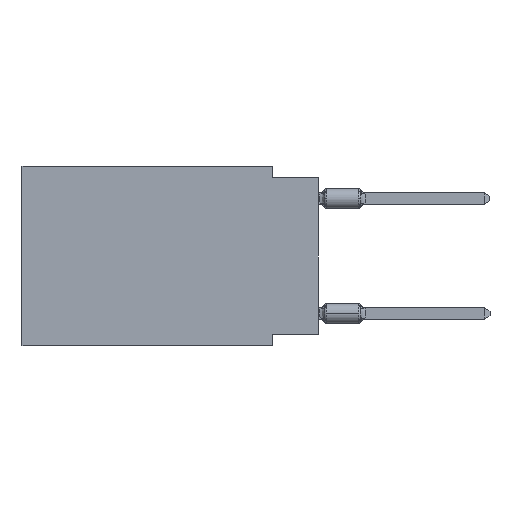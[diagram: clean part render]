
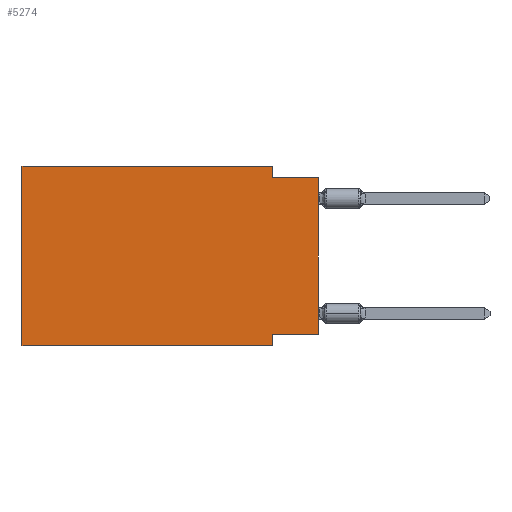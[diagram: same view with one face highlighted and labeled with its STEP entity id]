
A CAD part, left-side view. The second image highlights one B-rep face of the part: STEP entity #5274.
In plain terms, the highlighted planar face has unit normal (-1, 0, 0).
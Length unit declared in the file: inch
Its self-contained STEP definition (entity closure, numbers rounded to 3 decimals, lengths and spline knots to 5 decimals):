
#32 = EDGE_CURVE ( 'NONE', #4487, #14938, #10352, .T. ) ;
#218 = VERTEX_POINT ( 'NONE', #12449 ) ;
#244 = DIRECTION ( 'NONE',  ( 0., 1., 0. ) ) ;
#399 = EDGE_CURVE ( 'NONE', #2453, #1158, #14414, .T. ) ;
#910 = VECTOR ( 'NONE', #11874, 39.37008 ) ;
#966 = EDGE_CURVE ( 'NONE', #4487, #11028, #3240, .T. ) ;
#1074 = DIRECTION ( 'NONE',  ( 0., 0., -1. ) ) ;
#1158 = VERTEX_POINT ( 'NONE', #6137 ) ;
#1206 = VECTOR ( 'NONE', #8618, 39.37008 ) ;
#1226 = DIRECTION ( 'NONE',  ( 0., -1., 0. ) ) ;
#1241 = CARTESIAN_POINT ( 'NONE',  ( 0., 0., 0. ) ) ;
#1622 = VECTOR ( 'NONE', #1074, 39.37008 ) ;
#2453 = VERTEX_POINT ( 'NONE', #7877 ) ;
#3137 = ORIENTED_EDGE ( 'NONE', *, *, #966, .F. ) ;
#3212 = DIRECTION ( 'NONE',  ( 0., -1., 0. ) ) ;
#3240 = LINE ( 'NONE', #11626, #13179 ) ;
#3543 = FACE_OUTER_BOUND ( 'NONE', #8675, .T. ) ;
#3788 = PLANE ( 'NONE',  #5469 ) ;
#3807 = CARTESIAN_POINT ( 'NONE',  ( 0., 0.645, 0. ) ) ;
#3947 = ORIENTED_EDGE ( 'NONE', *, *, #32, .T. ) ;
#4487 = VERTEX_POINT ( 'NONE', #12627 ) ;
#4540 = CARTESIAN_POINT ( 'NONE',  ( 0., 0.1, 0. ) ) ;
#5274 = ADVANCED_FACE ( 'NONE', ( #3543 ), #3788, .F. ) ;
#5469 = AXIS2_PLACEMENT_3D ( 'NONE', #10975, #8447, #13278 ) ;
#5813 = ORIENTED_EDGE ( 'NONE', *, *, #6796, .F. ) ;
#6094 = CARTESIAN_POINT ( 'NONE',  ( 0., 0., -0.365 ) ) ;
#6137 = CARTESIAN_POINT ( 'NONE',  ( 0., 0., -0.025 ) ) ;
#6609 = DIRECTION ( 'NONE',  ( 0., -1., 0. ) ) ;
#6796 = EDGE_CURVE ( 'NONE', #8519, #1158, #10482, .T. ) ;
#7145 = LINE ( 'NONE', #12007, #1622 ) ;
#7146 = VERTEX_POINT ( 'NONE', #8084 ) ;
#7877 = CARTESIAN_POINT ( 'NONE',  ( 0., 0., -0.365 ) ) ;
#8084 = CARTESIAN_POINT ( 'NONE',  ( 0., 0.1, -0.365 ) ) ;
#8293 = DIRECTION ( 'NONE',  ( 0., 0., 1. ) ) ;
#8447 = DIRECTION ( 'NONE',  ( 1., 0., 0. ) ) ;
#8519 = VERTEX_POINT ( 'NONE', #11289 ) ;
#8618 = DIRECTION ( 'NONE',  ( 0., 0., 1. ) ) ;
#8671 = CARTESIAN_POINT ( 'NONE',  ( 0., 0., -0.025 ) ) ;
#8675 = EDGE_LOOP ( 'NONE', ( #11972, #5813, #12366, #15358, #3137, #3947, #15570, #14759 ) ) ;
#8858 = EDGE_CURVE ( 'NONE', #11028, #218, #15667, .T. ) ;
#9357 = VECTOR ( 'NONE', #6609, 39.37008 ) ;
#9659 = EDGE_CURVE ( 'NONE', #7146, #14938, #7145, .T. ) ;
#9766 = VECTOR ( 'NONE', #3212, 39.37008 ) ;
#9904 = LINE ( 'NONE', #6094, #11305 ) ;
#10352 = LINE ( 'NONE', #15280, #9357 ) ;
#10482 = LINE ( 'NONE', #8671, #12774 ) ;
#10623 = EDGE_CURVE ( 'NONE', #2453, #7146, #9904, .T. ) ;
#10931 = CARTESIAN_POINT ( 'NONE',  ( 0., 0.1, -0.39 ) ) ;
#10975 = CARTESIAN_POINT ( 'NONE',  ( 0., 0.645, 0. ) ) ;
#11028 = VERTEX_POINT ( 'NONE', #3807 ) ;
#11289 = CARTESIAN_POINT ( 'NONE',  ( 0., 0.1, -0.025 ) ) ;
#11305 = VECTOR ( 'NONE', #244, 39.37008 ) ;
#11626 = CARTESIAN_POINT ( 'NONE',  ( 0., 0.645, 0. ) ) ;
#11874 = DIRECTION ( 'NONE',  ( 0., 0., -1. ) ) ;
#11972 = ORIENTED_EDGE ( 'NONE', *, *, #399, .T. ) ;
#12007 = CARTESIAN_POINT ( 'NONE',  ( 0., 0.1, -0.39 ) ) ;
#12366 = ORIENTED_EDGE ( 'NONE', *, *, #13481, .F. ) ;
#12449 = CARTESIAN_POINT ( 'NONE',  ( 0., 0.1, 0. ) ) ;
#12627 = CARTESIAN_POINT ( 'NONE',  ( 0., 0.645, -0.39 ) ) ;
#12774 = VECTOR ( 'NONE', #1226, 39.37008 ) ;
#12840 = LINE ( 'NONE', #4540, #910 ) ;
#13179 = VECTOR ( 'NONE', #8293, 39.37008 ) ;
#13278 = DIRECTION ( 'NONE',  ( 0., 0., -1. ) ) ;
#13481 = EDGE_CURVE ( 'NONE', #218, #8519, #12840, .T. ) ;
#14414 = LINE ( 'NONE', #1241, #1206 ) ;
#14759 = ORIENTED_EDGE ( 'NONE', *, *, #10623, .F. ) ;
#14938 = VERTEX_POINT ( 'NONE', #10931 ) ;
#15280 = CARTESIAN_POINT ( 'NONE',  ( 0., 0.645, -0.39 ) ) ;
#15358 = ORIENTED_EDGE ( 'NONE', *, *, #8858, .F. ) ;
#15570 = ORIENTED_EDGE ( 'NONE', *, *, #9659, .F. ) ;
#15667 = LINE ( 'NONE', #15746, #9766 ) ;
#15746 = CARTESIAN_POINT ( 'NONE',  ( 0., 0.645, 0. ) ) ;
